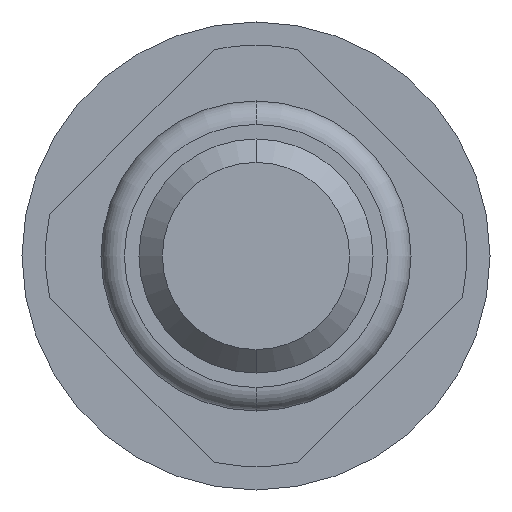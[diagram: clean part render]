
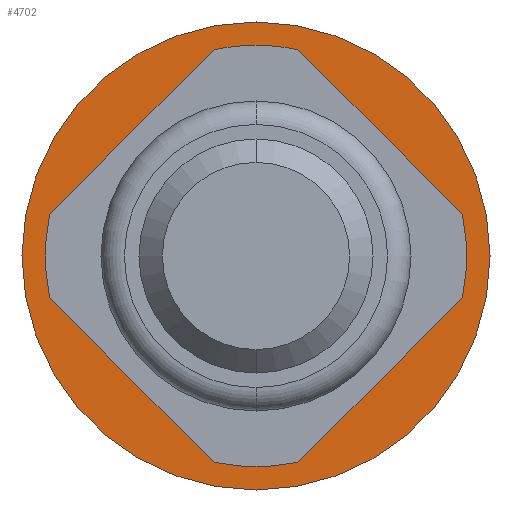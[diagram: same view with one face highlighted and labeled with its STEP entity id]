
A CAD part, front view. The second image highlights one B-rep face of the part: STEP entity #4702.
In plain terms, the highlighted planar face has unit normal (0, -1, 0).
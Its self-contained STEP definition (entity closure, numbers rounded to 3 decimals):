
#123 = CARTESIAN_POINT ( 'NONE',  ( 0., 5.3, 0. ) ) ;
#206 = DIRECTION ( 'NONE',  ( 0., 1., 0. ) ) ;
#349 = CIRCLE ( 'NONE', #4193, 0.9 ) ;
#493 = CARTESIAN_POINT ( 'NONE',  ( 0., 5.3, 0. ) ) ;
#524 = EDGE_CURVE ( 'Defeature ausgef�hrt2_21+Defeature ausgef�hrt2_20+Defeature ausgef�hrt2_20+Defeature ausgef�hrt2_20', #2930, #2741, #2899, .T. ) ;
#568 = VERTEX_POINT ( 'NONE', #3338 ) ;
#687 = DIRECTION ( 'NONE',  ( 0., 1., 0. ) ) ;
#732 = CARTESIAN_POINT ( 'NONE',  ( 0., 5.3, 0. ) ) ;
#898 = DIRECTION ( 'NONE',  ( 0., 1., 0. ) ) ;
#950 = AXIS2_PLACEMENT_3D ( 'NONE', #1533, #3699, #2600 ) ;
#1368 = AXIS2_PLACEMENT_3D ( 'NONE', #493, #898, #4141 ) ;
#1533 = CARTESIAN_POINT ( 'NONE',  ( 0., 5.3, 0. ) ) ;
#1555 = EDGE_LOOP ( 'NONE', ( #3880, #3888 ) ) ;
#1558 = AXIS2_PLACEMENT_3D ( 'NONE', #732, #687, #4340 ) ;
#1572 = CARTESIAN_POINT ( 'NONE',  ( 0., 5.3, 2. ) ) ;
#2216 = CARTESIAN_POINT ( 'NONE',  ( 0., 5.3, -0.9 ) ) ;
#2232 = ORIENTED_EDGE ( 'NONE', *, *, #2301, .T. ) ;
#2301 = EDGE_CURVE ( 'Defeature ausgef�hrt2_20+Defeature ausgef�hrt2_19+Defeature ausgef�hrt2_19+Defeature ausgef�hrt2_19', #2738, #568, #3087, .T. ) ;
#2398 = CARTESIAN_POINT ( 'NONE',  ( 2., 5.3, 0. ) ) ;
#2560 = CARTESIAN_POINT ( 'NONE',  ( 0., 5.3, -2. ) ) ;
#2600 = DIRECTION ( 'NONE',  ( 0., 0., 1. ) ) ;
#2606 = DIRECTION ( 'NONE',  ( 0., 1., 0. ) ) ;
#2636 = DIRECTION ( 'NONE',  ( 0., 0., 1. ) ) ;
#2685 = CIRCLE ( 'NONE', #1558, 2. ) ;
#2738 = VERTEX_POINT ( 'NONE', #2216 ) ;
#2741 = VERTEX_POINT ( 'NONE', #2560 ) ;
#2899 = CIRCLE ( 'NONE', #1368, 2. ) ;
#2930 = VERTEX_POINT ( 'NONE', #1572 ) ;
#2931 = EDGE_CURVE ( 'Defeature ausgef�hrt2_20+Defeature ausgef�hrt2_19+Defeature ausgef�hrt2_19+Defeature ausgef�hrt2_19', #568, #2738, #349, .T. ) ;
#2958 = EDGE_LOOP ( 'NONE', ( #3630, #2232 ) ) ;
#3087 = CIRCLE ( 'NONE', #950, 0.9 ) ;
#3338 = CARTESIAN_POINT ( 'NONE',  ( 0., 5.3, 0.9 ) ) ;
#3418 = FACE_OUTER_BOUND ( 'NONE', #1555, .T. ) ;
#3491 = EDGE_CURVE ( 'Defeature ausgef�hrt2_21+Defeature ausgef�hrt2_20+Defeature ausgef�hrt2_20+Defeature ausgef�hrt2_20', #2741, #2930, #2685, .T. ) ;
#3630 = ORIENTED_EDGE ( 'NONE', *, *, #2931, .T. ) ;
#3699 = DIRECTION ( 'NONE',  ( 0., 1., 0. ) ) ;
#3880 = ORIENTED_EDGE ( 'NONE', *, *, #524, .F. ) ;
#3888 = ORIENTED_EDGE ( 'NONE', *, *, #3491, .F. ) ;
#3893 = DIRECTION ( 'NONE',  ( 0., 0., 1. ) ) ;
#3925 = AXIS2_PLACEMENT_3D ( 'NONE', #2398, #206, #3893 ) ;
#4141 = DIRECTION ( 'NONE',  ( 0., 0., 1. ) ) ;
#4193 = AXIS2_PLACEMENT_3D ( 'NONE', #123, #2606, #2636 ) ;
#4214 = PLANE ( 'NONE',  #3925 ) ;
#4304 = FACE_BOUND ( 'NONE', #2958, .T. ) ;
#4340 = DIRECTION ( 'NONE',  ( 0., 0., 1. ) ) ;
#4702 = ADVANCED_FACE ( 'Defeature ausgef�hrt2_20', ( #3418, #4304 ), #4214, .F. ) ;
